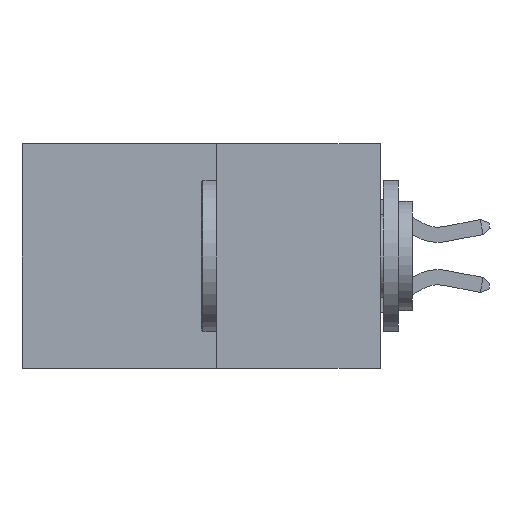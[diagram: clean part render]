
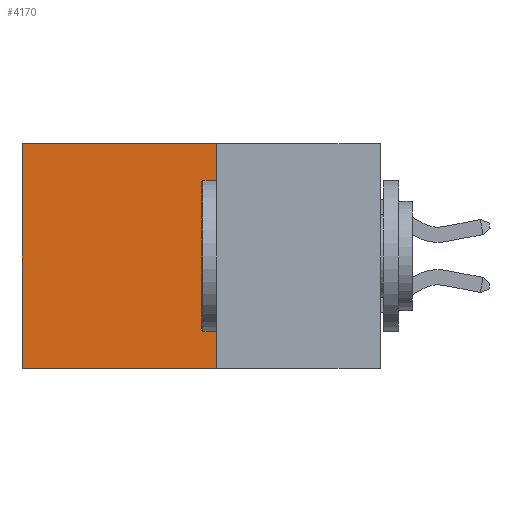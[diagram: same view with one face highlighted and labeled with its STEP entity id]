
A CAD part, left-side view. The second image highlights one B-rep face of the part: STEP entity #4170.
In plain terms, the highlighted planar face has unit normal (-1, 0, 0).
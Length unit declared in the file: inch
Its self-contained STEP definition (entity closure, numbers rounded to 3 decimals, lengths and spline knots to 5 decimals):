
#962 = CARTESIAN_POINT ( 'NONE',  ( 0.277, 0.59, -0.37 ) ) ;
#1426 = VERTEX_POINT ( 'NONE', #22514 ) ;
#1951 = VECTOR ( 'NONE', #24099, 39.37008 ) ;
#2404 = VECTOR ( 'NONE', #33947, 39.37008 ) ;
#2618 = EDGE_LOOP ( 'NONE', ( #31354, #8775, #10058, #13344 ) ) ;
#4170 = ADVANCED_FACE ( 'NONE', ( #21088 ), #30581, .F. ) ;
#5709 = VERTEX_POINT ( 'NONE', #28368 ) ;
#6541 = AXIS2_PLACEMENT_3D ( 'NONE', #28967, #28854, #28896 ) ;
#8330 = LINE ( 'NONE', #15034, #29354 ) ;
#8775 = ORIENTED_EDGE ( 'NONE', *, *, #15901, .F. ) ;
#8929 = LINE ( 'NONE', #23832, #22679 ) ;
#9880 = EDGE_CURVE ( 'NONE', #1426, #24894, #8330, .T. ) ;
#10058 = ORIENTED_EDGE ( 'NONE', *, *, #28524, .F. ) ;
#13344 = ORIENTED_EDGE ( 'NONE', *, *, #22959, .T. ) ;
#15034 = CARTESIAN_POINT ( 'NONE',  ( 0.277, 0.59, -0.37 ) ) ;
#15901 = EDGE_CURVE ( 'NONE', #28688, #24894, #22175, .T. ) ;
#16250 = CARTESIAN_POINT ( 'NONE',  ( 0.277, 0.27, -0.37 ) ) ;
#17047 = LINE ( 'NONE', #31214, #2404 ) ;
#17845 = DIRECTION ( 'NONE',  ( 0., 0., -1. ) ) ;
#21088 = FACE_OUTER_BOUND ( 'NONE', #2618, .T. ) ;
#22175 = LINE ( 'NONE', #29577, #1951 ) ;
#22514 = CARTESIAN_POINT ( 'NONE',  ( 0.277, 0.59, 0. ) ) ;
#22679 = VECTOR ( 'NONE', #26583, 39.37008 ) ;
#22959 = EDGE_CURVE ( 'NONE', #5709, #1426, #17047, .T. ) ;
#23832 = CARTESIAN_POINT ( 'NONE',  ( 0.277, 0.27, -0.37 ) ) ;
#24099 = DIRECTION ( 'NONE',  ( 0., 1., 0. ) ) ;
#24894 = VERTEX_POINT ( 'NONE', #962 ) ;
#26583 = DIRECTION ( 'NONE',  ( 0., 0., -1. ) ) ;
#28368 = CARTESIAN_POINT ( 'NONE',  ( 0.277, 0.27, 0. ) ) ;
#28524 = EDGE_CURVE ( 'NONE', #5709, #28688, #8929, .T. ) ;
#28688 = VERTEX_POINT ( 'NONE', #16250 ) ;
#28854 = DIRECTION ( 'NONE',  ( 1., 0., 0. ) ) ;
#28896 = DIRECTION ( 'NONE',  ( 0., 0., -1. ) ) ;
#28967 = CARTESIAN_POINT ( 'NONE',  ( 0.277, 0.27, -0.37 ) ) ;
#29354 = VECTOR ( 'NONE', #17845, 39.37008 ) ;
#29577 = CARTESIAN_POINT ( 'NONE',  ( 0.277, 0.27, -0.37 ) ) ;
#30581 = PLANE ( 'NONE',  #6541 ) ;
#31214 = CARTESIAN_POINT ( 'NONE',  ( 0.277, 0.27, 0. ) ) ;
#31354 = ORIENTED_EDGE ( 'NONE', *, *, #9880, .T. ) ;
#33947 = DIRECTION ( 'NONE',  ( 0., 1., 0. ) ) ;
